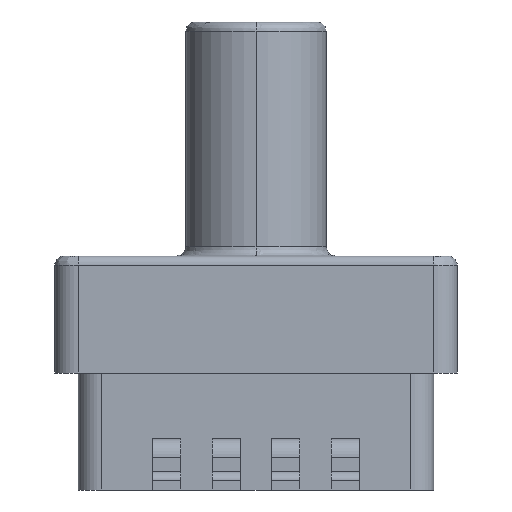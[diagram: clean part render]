
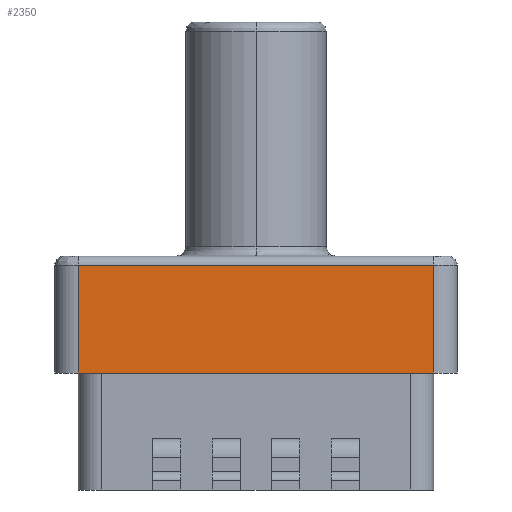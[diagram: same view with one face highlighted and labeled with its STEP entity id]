
A CAD part, left-side view. The second image highlights one B-rep face of the part: STEP entity #2350.
In plain terms, the highlighted planar face has unit normal (-1, 0, 0).
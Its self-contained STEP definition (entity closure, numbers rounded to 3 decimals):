
#80 = DIRECTION ( 'NONE',  ( 0., 0., -1. ) ) ;
#86 = ORIENTED_EDGE ( 'NONE', *, *, #2006, .T. ) ;
#279 = DIRECTION ( 'NONE',  ( 0., 0., 1. ) ) ;
#393 = DIRECTION ( 'NONE',  ( 0., 0., 1. ) ) ;
#507 = ORIENTED_EDGE ( 'NONE', *, *, #525, .F. ) ;
#525 = EDGE_CURVE ( 'NONE', #775, #1479, #1536, .T. ) ;
#663 = AXIS2_PLACEMENT_3D ( 'NONE', #1668, #1280, #279 ) ;
#775 = VERTEX_POINT ( 'NONE', #1712 ) ;
#982 = VECTOR ( 'NONE', #1002, 1000. ) ;
#1002 = DIRECTION ( 'NONE',  ( 0., -1., 0. ) ) ;
#1130 = EDGE_CURVE ( 'NONE', #1920, #2312, #1833, .T. ) ;
#1181 = ORIENTED_EDGE ( 'NONE', *, *, #1130, .T. ) ;
#1199 = CARTESIAN_POINT ( 'NONE',  ( -4.3, 3.8, 2.5 ) ) ;
#1210 = EDGE_CURVE ( 'NONE', #775, #1920, #2292, .T. ) ;
#1280 = DIRECTION ( 'NONE',  ( -1., 0., 0. ) ) ;
#1368 = VECTOR ( 'NONE', #80, 1000. ) ;
#1454 = CARTESIAN_POINT ( 'NONE',  ( -4.3, 3.8, 2.5 ) ) ;
#1479 = VERTEX_POINT ( 'NONE', #2327 ) ;
#1490 = CARTESIAN_POINT ( 'NONE',  ( -4.3, 4.6, 4.8 ) ) ;
#1536 = LINE ( 'NONE', #1490, #1777 ) ;
#1539 = ORIENTED_EDGE ( 'NONE', *, *, #1210, .T. ) ;
#1584 = CARTESIAN_POINT ( 'NONE',  ( -4.3, -3.8, 2.5 ) ) ;
#1631 = PLANE ( 'NONE',  #663 ) ;
#1668 = CARTESIAN_POINT ( 'NONE',  ( -4.3, 3.8, 2.5 ) ) ;
#1712 = CARTESIAN_POINT ( 'NONE',  ( -4.3, 3.8, 4.8 ) ) ;
#1777 = VECTOR ( 'NONE', #2090, 1000. ) ;
#1833 = LINE ( 'NONE', #1454, #982 ) ;
#1859 = FACE_OUTER_BOUND ( 'NONE', #2330, .T. ) ;
#1920 = VERTEX_POINT ( 'NONE', #1199 ) ;
#2006 = EDGE_CURVE ( 'NONE', #2312, #1479, #2381, .T. ) ;
#2090 = DIRECTION ( 'NONE',  ( 0., -1., 0. ) ) ;
#2193 = CARTESIAN_POINT ( 'NONE',  ( -4.3, -3.8, 2.5 ) ) ;
#2292 = LINE ( 'NONE', #2492, #1368 ) ;
#2312 = VERTEX_POINT ( 'NONE', #1584 ) ;
#2318 = VECTOR ( 'NONE', #393, 1000. ) ;
#2327 = CARTESIAN_POINT ( 'NONE',  ( -4.3, -3.8, 4.8 ) ) ;
#2330 = EDGE_LOOP ( 'NONE', ( #1181, #86, #507, #1539 ) ) ;
#2350 = ADVANCED_FACE ( 'NONE', ( #1859 ), #1631, .T. ) ;
#2381 = LINE ( 'NONE', #2193, #2318 ) ;
#2492 = CARTESIAN_POINT ( 'NONE',  ( -4.3, 3.8, 2.5 ) ) ;
